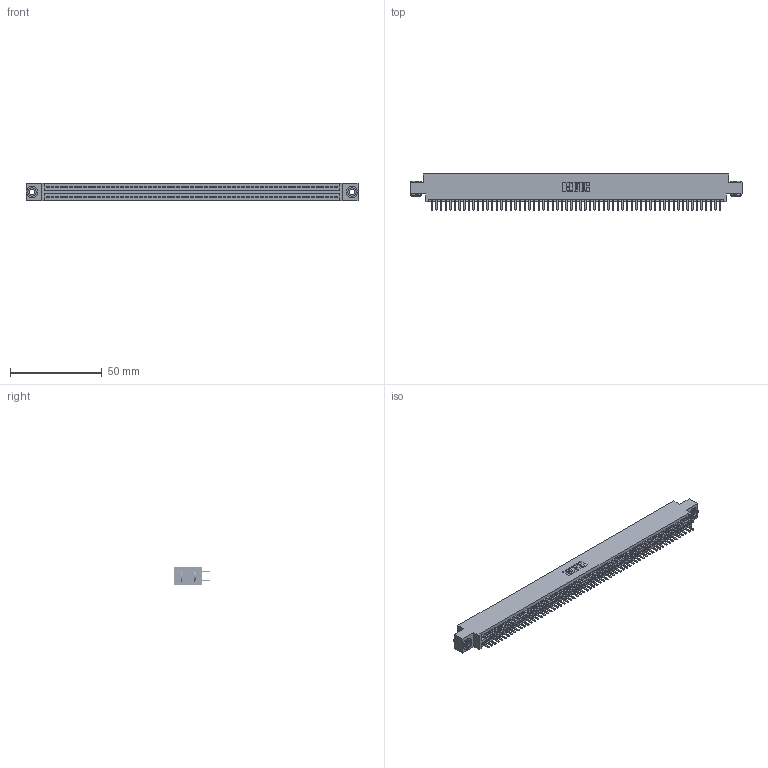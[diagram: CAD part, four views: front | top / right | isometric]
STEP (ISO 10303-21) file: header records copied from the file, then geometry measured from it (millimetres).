
FILE_DESCRIPTION (( 'STEP AP203' ), '1' );
FILE_NAME ('395-126-520-803.STEP', '2018-12-04T03:13:48', ( '' ), ( '' ), 'SwSTEP 2.0', 'SolidWorks 2016', '' );
FILE_SCHEMA (( 'CONFIG_CONTROL_DESIGN' ));
Length unit declared in the file: inch
Products named in the file (4): 345-250-002_345-250-002-102; 395-126-520-803; 345 Part_0.170 Offset - 0.156 Dia-TH; 345-292-001_345-293-120
Assembly tree (129 placements, depth 2):
  395-126-520-803
    345 Part_0.170 Offset - 0.156 Dia-TH
    345-292-001_345-293-120  x126
    345-250-002_345-250-002-102  x2
Bounding box: 181.23 x 19.68 x 9.4 mm (x, y, z)
Volume: 17650.3 mm3; surface area: 26727.4 mm2
Topology: 129 solids, 129 shells, 6972 faces, 20211 edges, 13134 vertices
Faces by surface type: plane 4504, cylinder 2460, cone 8
Entity records: 47500 total; most frequent: CARTESIAN_POINT 7931, ORIENTED_EDGE 7846, DIRECTION 6985, EDGE_CURVE 3923, VECTOR 3511, LINE 3511, VERTEX_POINT 2610, AXIS2_PLACEMENT_3D 1737
